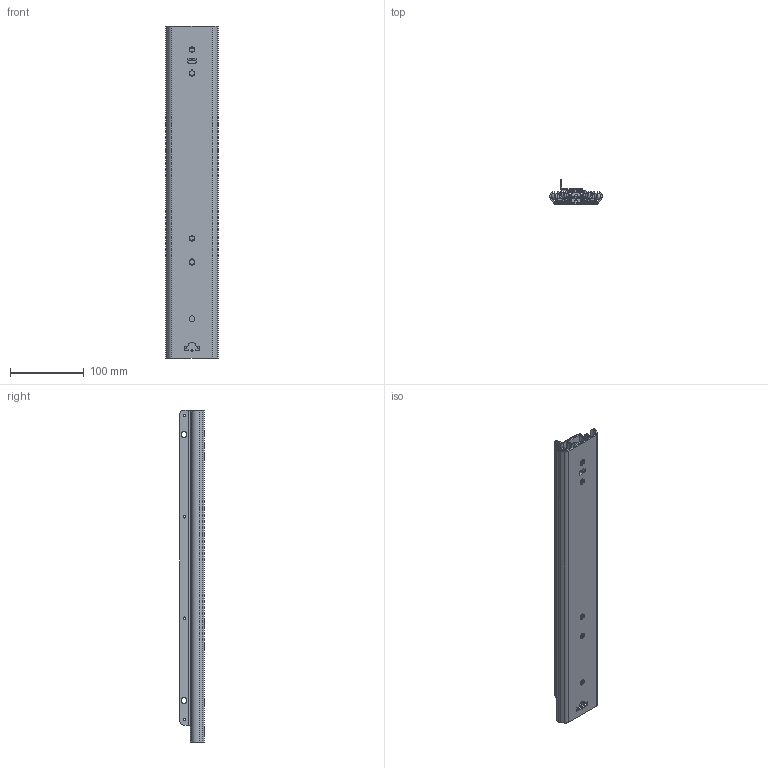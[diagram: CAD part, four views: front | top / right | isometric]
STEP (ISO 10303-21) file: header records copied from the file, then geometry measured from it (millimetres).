
FILE_DESCRIPTION((''),'2;1');
FILE_NAME('101-S04_ASM','2015-05-12T',('w.jans'),(''),'PRO/ENGINEER BY PARAMETRIC TECHNOLOGY CORPORATION, 2003450','PRO/ENGINEER BY PARAMETRIC TECHNOLOGY CORPORATION, 2003450','');
FILE_SCHEMA(('CONFIG_CONTROL_DESIGN'));
Length unit declared in the file: millimetre
Products named in the file (15): 101-S04-SKEL; 511-01-S04-TA1; 511-01-S04-TA1_ASM; 515-4XX-01-S04; 911-073; 515-4XX-01-S04_ASM; 512-01-S04-TA2; 512-01-S04-TA2_ASM; 515-5XX-01-S04; 911-078; 515-5XX-01-S04_ASM; 513-01-S04-TA3; 516-035; 513-01-S04-TA3_ASM; 101-S04_ASM
Assembly tree (54 placements, depth 3):
  101-S04_ASM
    101-S04-SKEL
    511-01-S04-TA1_ASM
      511-01-S04-TA1
    515-4XX-01-S04_ASM
      515-4XX-01-S04
      911-073  x22
    512-01-S04-TA2_ASM
      512-01-S04-TA2
    515-5XX-01-S04_ASM
      515-5XX-01-S04
      911-078  x20
    513-01-S04-TA3_ASM
      513-01-S04-TA3
      516-035
Bounding box: 70.9 x 32.7 x 450 mm (x, y, z)
Volume: 249243.3 mm3; surface area: 306716.5 mm2
Topology: 48 solids, 48 shells, 1106 faces, 3137 edges, 1956 vertices
Faces by surface type: plane 562, cylinder 404, sphere 84, torus 32, cone 24
Entity records: 35273 total; most frequent: CARTESIAN_POINT 7400, DIRECTION 5899, ORIENTED_EDGE 5778, EDGE_CURVE 2889, AXIS2_PLACEMENT_3D 2008, VECTOR 1883, LINE 1883, VERTEX_POINT 1876
